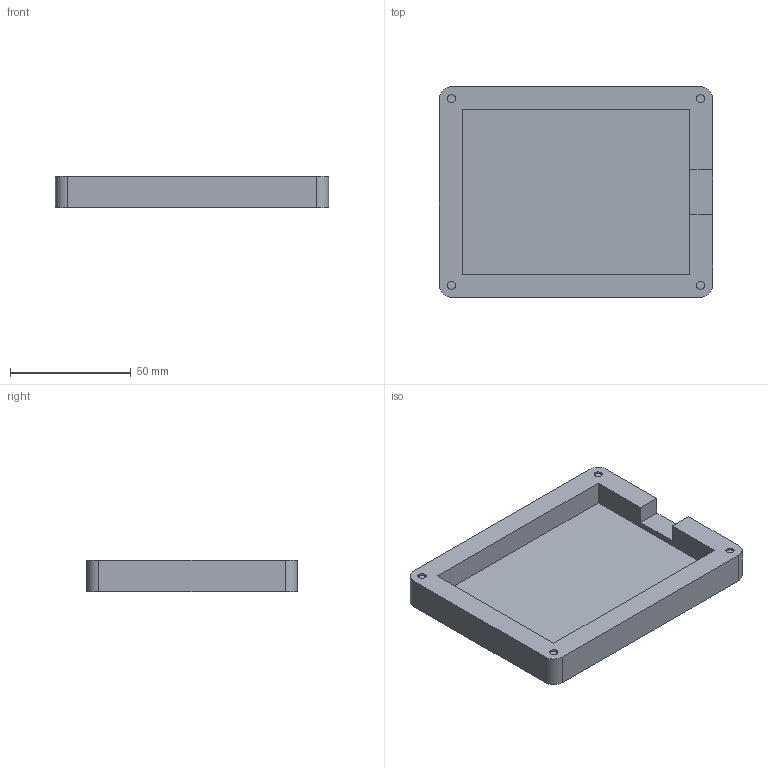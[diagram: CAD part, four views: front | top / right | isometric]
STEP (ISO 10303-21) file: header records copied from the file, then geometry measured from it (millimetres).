
FILE_DESCRIPTION(/* description */ (''),/* implementation_level */ '2;1');
FILE_NAME(/* name */ 'base.step',/* time_stamp */ '2026-01-20T02:52:23+05:30',/* author */ (''),/* organization */ (''),/* preprocessor_version */ 'ST-DEVELOPER v20.1',/* originating_system */ 'Autodesk Translation Framework v14.21.0.0',/* authorisation */ '');
FILE_SCHEMA (('AUTOMOTIVE_DESIGN { 1 0 10303 214 3 1 1 }'));
Length unit declared in the file: millimetre
Products named in the file (2): 2026-01-19-18-12-56-777; 2026-01-19-18-13-19-025
Assembly tree (1 placements, depth 2):
  2026-01-19-18-12-56-777
    2026-01-19-18-13-19-025
Bounding box: 113.2 x 87.24 x 13 mm (x, y, z)
Volume: 62357.9 mm3; surface area: 28092.8 mm2
Topology: 1 solids, 1 shells, 34 faces, 72 edges, 48 vertices
Faces by surface type: plane 22, cylinder 12
Full cylindrical faces by diameter (mm): 3.4 x8
Entity records: 973 total; most frequent: DIRECTION 170, CARTESIAN_POINT 157, ORIENTED_EDGE 144, EDGE_CURVE 72, AXIS2_PLACEMENT_3D 61, LINE 48, VECTOR 48, VERTEX_POINT 48
